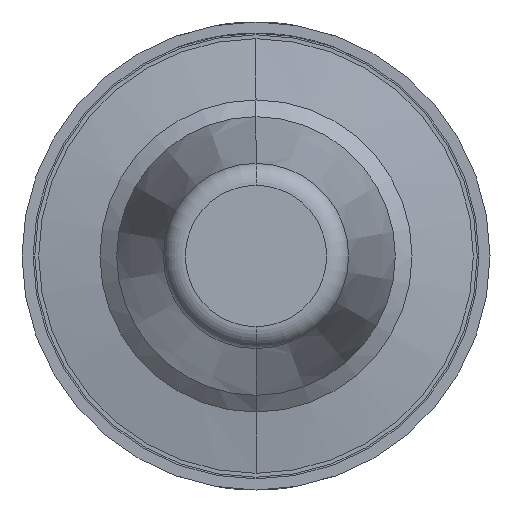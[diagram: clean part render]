
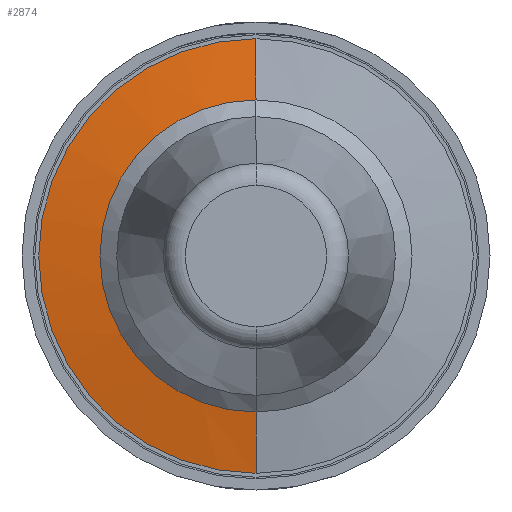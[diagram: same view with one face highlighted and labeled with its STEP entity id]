
A CAD part, front view. The second image highlights one B-rep face of the part: STEP entity #2874.
In plain terms, the highlighted conical face has half-angle 80.134 degrees and reference radius 0.8 mm.
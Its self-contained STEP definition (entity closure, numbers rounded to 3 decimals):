
#161 = DIRECTION ( 'NONE',  ( 0., 1., 0. ) ) ;
#261 = CONICAL_SURFACE ( 'NONE', #1937, 0.8, 1.399 ) ;
#502 = VERTEX_POINT ( 'NONE', #2894 ) ;
#678 = DIRECTION ( 'NONE',  ( 0., 0., -1. ) ) ;
#694 = ORIENTED_EDGE ( 'NONE', *, *, #4572, .T. ) ;
#758 = DIRECTION ( 'NONE',  ( 0., 0., -1. ) ) ;
#1024 = CIRCLE ( 'NONE', #4855, 0.883 ) ;
#1136 = VERTEX_POINT ( 'NONE', #1181 ) ;
#1181 = CARTESIAN_POINT ( 'NONE',  ( 0., -41.4, 1.95 ) ) ;
#1516 = CARTESIAN_POINT ( 'NONE',  ( 0., -41.586, 0.883 ) ) ;
#1937 = AXIS2_PLACEMENT_3D ( 'NONE', #3046, #161, #2105 ) ;
#1974 = DIRECTION ( 'NONE',  ( 0., 0.171, -0.985 ) ) ;
#2076 = CARTESIAN_POINT ( 'NONE',  ( 0., -41.586, -0.883 ) ) ;
#2105 = DIRECTION ( 'NONE',  ( 0., 0., -1. ) ) ;
#2522 = LINE ( 'NONE', #4869, #3714 ) ;
#2700 = CARTESIAN_POINT ( 'NONE',  ( 0., -41.586, 0. ) ) ;
#2822 = CARTESIAN_POINT ( 'NONE',  ( 0., -41.6, 0.8 ) ) ;
#2874 = ADVANCED_FACE ( 'Defeature ausgef�hrt1_26', ( #2996 ), #261, .T. ) ;
#2894 = CARTESIAN_POINT ( 'NONE',  ( 0., -41.4, -1.95 ) ) ;
#2996 = FACE_OUTER_BOUND ( 'NONE', #4378, .T. ) ;
#3046 = CARTESIAN_POINT ( 'NONE',  ( 0., -41.6, 0. ) ) ;
#3049 = EDGE_CURVE ( 'Defeature ausgef�hrt1_26+Defeature ausgef�hrt1_22+Defeature ausgef�hrt1_22+Defeature ausgef�hrt1_22', #5483, #3256, #1024, .T. ) ;
#3215 = VECTOR ( 'NONE', #3282, 1000. ) ;
#3256 = VERTEX_POINT ( 'NONE', #1516 ) ;
#3282 = DIRECTION ( 'NONE',  ( 0., 0.171, 0.985 ) ) ;
#3714 = VECTOR ( 'NONE', #1974, 1000. ) ;
#4158 = ORIENTED_EDGE ( 'NONE', *, *, #5383, .F. ) ;
#4378 = EDGE_LOOP ( 'NONE', ( #4600, #694, #4791, #4158 ) ) ;
#4572 = EDGE_CURVE ( 'NONE', #3256, #1136, #4948, .T. ) ;
#4600 = ORIENTED_EDGE ( 'NONE', *, *, #3049, .T. ) ;
#4791 = ORIENTED_EDGE ( 'NONE', *, *, #5538, .F. ) ;
#4855 = AXIS2_PLACEMENT_3D ( 'NONE', #2700, #5634, #758 ) ;
#4869 = CARTESIAN_POINT ( 'NONE',  ( 0., -41.6, -0.8 ) ) ;
#4948 = LINE ( 'NONE', #2822, #3215 ) ;
#5021 = CARTESIAN_POINT ( 'NONE',  ( 0., -41.4, 0. ) ) ;
#5158 = CIRCLE ( 'NONE', #5729, 1.95 ) ;
#5383 = EDGE_CURVE ( 'NONE', #5483, #502, #2522, .T. ) ;
#5483 = VERTEX_POINT ( 'NONE', #2076 ) ;
#5538 = EDGE_CURVE ( 'Defeature ausgef�hrt1_25+Defeature ausgef�hrt1_26+Defeature ausgef�hrt1_26+Defeature ausgef�hrt1_26', #502, #1136, #5158, .T. ) ;
#5634 = DIRECTION ( 'NONE',  ( 0., 1., 0. ) ) ;
#5729 = AXIS2_PLACEMENT_3D ( 'NONE', #5021, #5980, #678 ) ;
#5980 = DIRECTION ( 'NONE',  ( 0., 1., 0. ) ) ;
